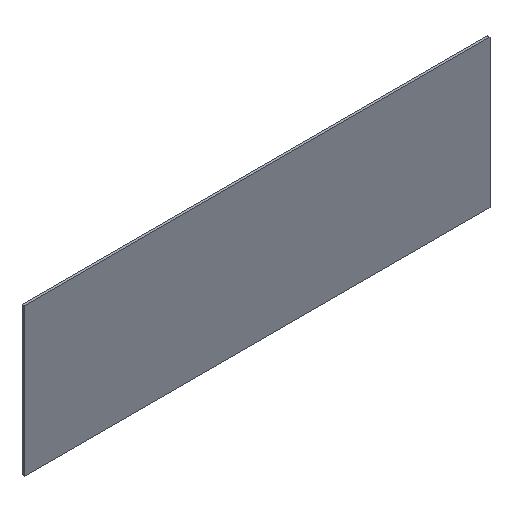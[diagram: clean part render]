
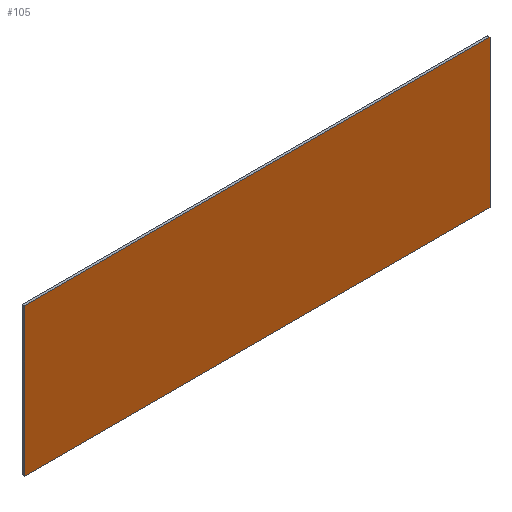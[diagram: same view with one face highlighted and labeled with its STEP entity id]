
A CAD part, isometric view. The second image highlights one B-rep face of the part: STEP entity #105.
In plain terms, the highlighted planar face has unit normal (0, -1, 0).
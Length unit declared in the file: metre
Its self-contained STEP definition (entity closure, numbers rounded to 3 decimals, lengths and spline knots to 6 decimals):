
#19=FACE_OUTER_BOUND('',#25,.T.);
#25=EDGE_LOOP('',(#87,#88,#89,#90));
#30=LINE('',#162,#42);
#33=LINE('',#168,#45);
#36=LINE('',#175,#48);
#38=LINE('',#178,#50);
#42=VECTOR('',#134,0.01);
#45=VECTOR('',#139,0.01);
#48=VECTOR('',#146,0.01);
#50=VECTOR('',#150,0.01);
#52=VERTEX_POINT('',#156);
#54=VERTEX_POINT('',#160);
#56=VERTEX_POINT('',#166);
#58=VERTEX_POINT('',#174);
#62=EDGE_CURVE('',#52,#54,#30,.T.);
#65=EDGE_CURVE('',#56,#54,#33,.T.);
#68=EDGE_CURVE('',#58,#52,#36,.T.);
#70=EDGE_CURVE('',#56,#58,#38,.T.);
#87=ORIENTED_EDGE('',*,*,#62,.T.);
#88=ORIENTED_EDGE('',*,*,#65,.F.);
#89=ORIENTED_EDGE('',*,*,#70,.T.);
#90=ORIENTED_EDGE('',*,*,#68,.T.);
#99=PLANE('',#125);
#105=ADVANCED_FACE('',(#19),#99,.T.);
#125=AXIS2_PLACEMENT_3D('',#177,#148,#149);
#134=DIRECTION('',(1.,0.,0.));
#139=DIRECTION('',(0.,0.,-1.));
#146=DIRECTION('',(0.,0.,-1.));
#148=DIRECTION('center_axis',(0.,-1.,0.));
#149=DIRECTION('ref_axis',(-1.,0.,0.));
#150=DIRECTION('',(-1.,0.,0.));
#156=CARTESIAN_POINT('',(0.2015,0.0665,0.));
#160=CARTESIAN_POINT('',(0.567,0.0665,0.));
#162=CARTESIAN_POINT('',(0.423576,0.0665,0.));
#166=CARTESIAN_POINT('',(0.567,0.0665,0.116));
#168=CARTESIAN_POINT('',(0.567,0.0665,0.116));
#174=CARTESIAN_POINT('',(0.2015,0.0665,0.116));
#175=CARTESIAN_POINT('',(0.2015,0.0665,0.116));
#177=CARTESIAN_POINT('Origin',(0.567,0.0665,0.116));
#178=CARTESIAN_POINT('',(0.567,0.0665,0.116));
